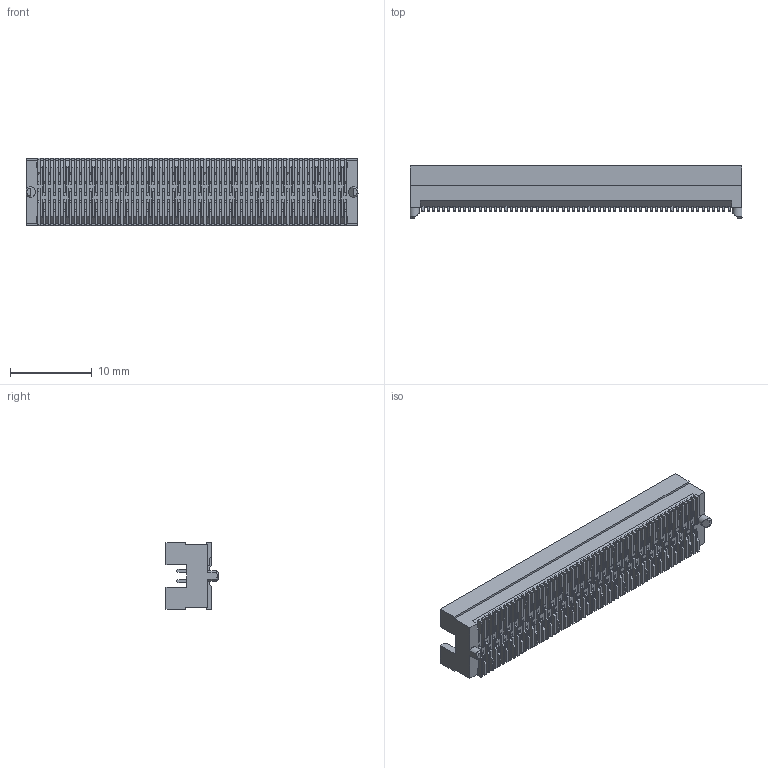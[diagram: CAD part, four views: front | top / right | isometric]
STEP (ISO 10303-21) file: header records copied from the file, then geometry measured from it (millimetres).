
FILE_DESCRIPTION((''),'2;1');
FILE_NAME('FBB12709_ASM','2026-03-16T17:54:28',('gongchengVV'),(''),'CREO PARAMETRIC BY PTC INC, 2020033','CREO PARAMETRIC BY PTC INC, 2020033','');
FILE_SCHEMA(('CONFIG_CONTROL_DESIGN'));
Products named in the file (1): FBB12709_ASM
Bounding box: 40.64 x 6.37 x 8.27 mm (x, y, z)
Volume: 651 mm3; surface area: 2494 mm2
Topology: 1 solids, 1 shells, 3050 faces, 8753 edges, 5834 vertices
Faces by surface type: plane 2926, cylinder 122, cone 2
Entity records: 97940 total; most frequent: CARTESIAN_POINT 17702, ORIENTED_EDGE 17506, DIRECTION 15093, EDGE_CURVE 8753, VECTOR 8497, LINE 8497, VERTEX_POINT 5834, AXIS2_PLACEMENT_3D 3298
